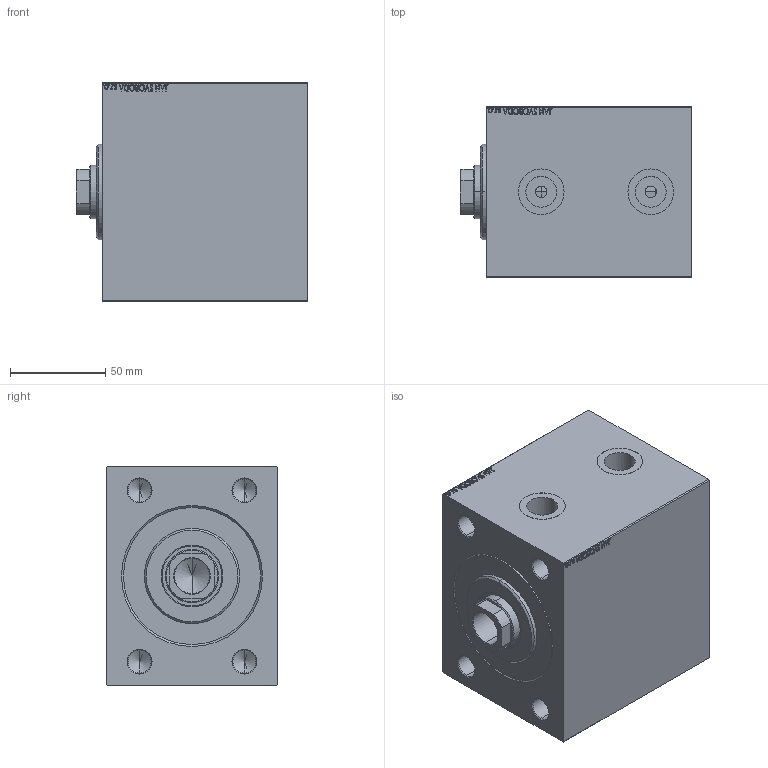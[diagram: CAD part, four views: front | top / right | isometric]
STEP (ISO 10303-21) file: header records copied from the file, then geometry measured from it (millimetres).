
FILE_DESCRIPTION (( 'STEP AP203' ), '1' );
FILE_NAME ('038d.STEP', '2022-04-17T14:32:32', ( '' ), ( '' ), 'SwSTEP 2.0', 'SolidWorks 2019', '' );
FILE_SCHEMA (( 'CONFIG_CONTROL_DESIGN' ));
Length unit declared in the file: millimetre
Products named in the file (4): V450CM_B_Body 1c8c9a3fe8b19d56ec96da68ae15183f; V450CM_B_VCP 1c8c9a3fe8b19d56ec96da68ae15183f; 038d; V450CM_VC_B 1c8c9a3fe8b19d56ec96da68ae15183f
Assembly tree (3 placements, depth 2):
  038d
    V450CM_B_Body 1c8c9a3fe8b19d56ec96da68ae15183f
    V450CM_B_VCP 1c8c9a3fe8b19d56ec96da68ae15183f
    V450CM_VC_B 1c8c9a3fe8b19d56ec96da68ae15183f
Bounding box: 121.5 x 90 x 115 mm (x, y, z)
Volume: 1015082.3 mm3; surface area: 128466.3 mm2
Topology: 3 solids, 3 shells, 900 faces, 2305 edges, 1509 vertices
Faces by surface type: plane 408, bspline 380, cylinder 66, cone 46
Entity records: 45105 total; most frequent: CARTESIAN_POINT 25438, ORIENTED_EDGE 4574, DIRECTION 2719, EDGE_CURVE 2287, VERTEX_POINT 1509, VECTOR 1347, LINE 1347, EDGE_LOOP 1026
